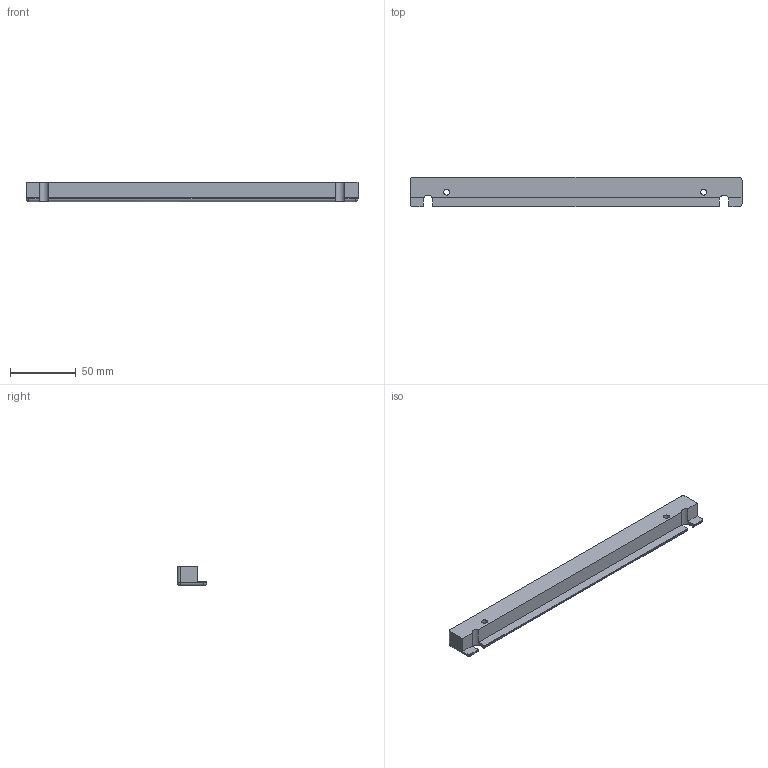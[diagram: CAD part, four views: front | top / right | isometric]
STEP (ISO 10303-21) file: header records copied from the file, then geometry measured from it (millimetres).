
FILE_DESCRIPTION(('FreeCAD Model'),'2;1');
FILE_NAME('Open CASCADE Shape Model','2021-03-25T16:28:35',('Author'),( ''),'Open CASCADE STEP processor 7.5','FreeCAD','Unknown');
FILE_SCHEMA(('AUTOMOTIVE_DESIGN { 1 0 10303 214 1 1 1 1 }'));
Length unit declared in the file: millimetre
Products named in the file (1): Fillet002
Bounding box: 251.83 x 22.03 x 14.56 mm (x, y, z)
Volume: 59141.3 mm3; surface area: 18528.9 mm2
Topology: 1 solids, 1 shells, 42 faces, 110 edges, 66 vertices
Faces by surface type: plane 18, cylinder 18, sphere 4, torus 2
Full cylindrical faces by diameter (mm): 4.39 x2, 5.6 x2
Entity records: 3151 total; most frequent: CARTESIAN_POINT 1065, DIRECTION 377, ORIENTED_EDGE 212, PCURVE 212, DEFINITIONAL_REPRESENTATION 212, LINE 206, VECTOR 206, EDGE_CURVE 106
